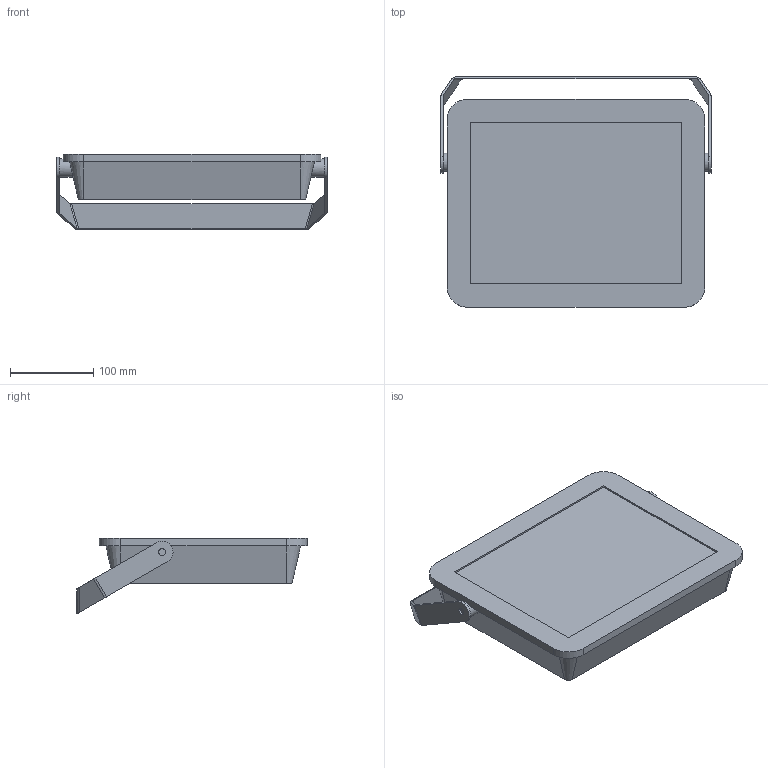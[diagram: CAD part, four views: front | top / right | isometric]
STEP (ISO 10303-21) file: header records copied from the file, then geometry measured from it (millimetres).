
FILE_DESCRIPTION (( 'STEP AP214' ), '1' );
FILE_NAME ('Floodlight compact 180W.STEP', '2021-09-30T11:59:10', ( '' ), ( '' ), 'SwSTEP 2.0', 'SolidWorks 2020', '' );
FILE_SCHEMA (( 'AUTOMOTIVE_DESIGN' ));
Length unit declared in the file: millimetre
Products named in the file (1): Floodlight compact 180W
Bounding box: 324 x 276.72 x 91.16 mm (x, y, z)
Volume: 3539508.9 mm3; surface area: 236684.7 mm2
Topology: 2 solids, 2 shells, 59 faces, 164 edges, 110 vertices
Faces by surface type: plane 37, cylinder 18, cone 4
Full cylindrical faces by diameter (mm): 8.5 x2, 22 x2
Entity records: 2540 total; most frequent: CARTESIAN_POINT 370, ORIENTED_EDGE 312, DIRECTION 298, EDGE_CURVE 156, VERTEX_POINT 106, LINE 106, VECTOR 106, AXIS2_PLACEMENT_3D 96
